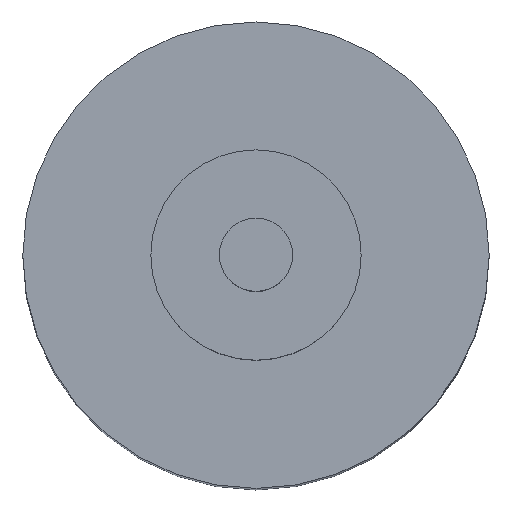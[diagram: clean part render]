
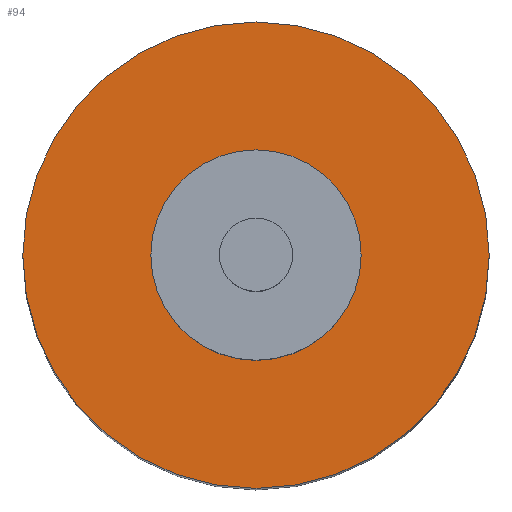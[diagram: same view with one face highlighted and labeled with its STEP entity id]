
A CAD part, top view. The second image highlights one B-rep face of the part: STEP entity #94.
In plain terms, the highlighted planar face has unit normal (0, 0, 1).
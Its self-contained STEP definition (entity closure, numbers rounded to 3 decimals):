
#94=ADVANCED_FACE('',(#155,#157),#159,.T.);
#155=FACE_BOUND('',#156,.T.);
#156=EDGE_LOOP('',(#187));
#157=FACE_BOUND('',#158,.T.);
#158=EDGE_LOOP('',(#188));
#159=PLANE('',#160);
#160=AXIS2_PLACEMENT_3D('',#161,#162,#163);
#161=CARTESIAN_POINT('',(0.,0.,10.));
#162=DIRECTION('',(0.,0.,1.));
#163=DIRECTION('',(-1.,0.,0.));
#187=ORIENTED_EDGE('',*,*,#196,.T.);
#188=ORIENTED_EDGE('',*,*,#195,.F.);
#195=EDGE_CURVE('',#204,#204,#205,.T.);
#196=EDGE_CURVE('',#206,#206,#207,.T.);
#204=VERTEX_POINT('',#225);
#205=CIRCLE('',#226,1.15);
#206=VERTEX_POINT('',#230);
#207=CIRCLE('',#231,2.55);
#225=CARTESIAN_POINT('',(-1.15,0.,10.));
#226=AXIS2_PLACEMENT_3D('',#227,#228,#229);
#227=CARTESIAN_POINT('',(0.,0.,10.));
#228=DIRECTION('',(0.,0.,1.));
#229=DIRECTION('',(-1.,0.,0.));
#230=CARTESIAN_POINT('',(-2.55,0.,10.));
#231=AXIS2_PLACEMENT_3D('',#232,#233,#234);
#232=CARTESIAN_POINT('',(0.,0.,10.));
#233=DIRECTION('',(0.,0.,1.));
#234=DIRECTION('',(-1.,0.,0.));
